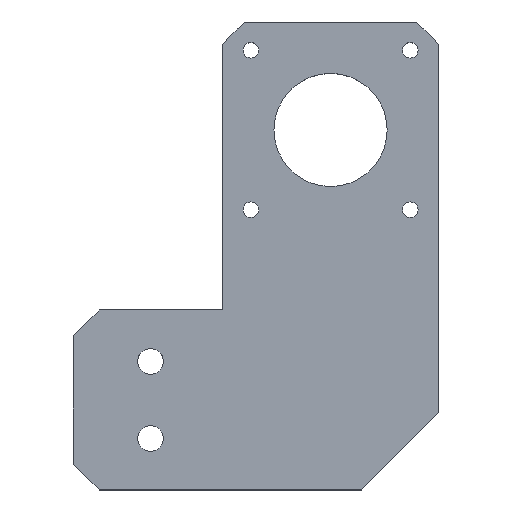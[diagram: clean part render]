
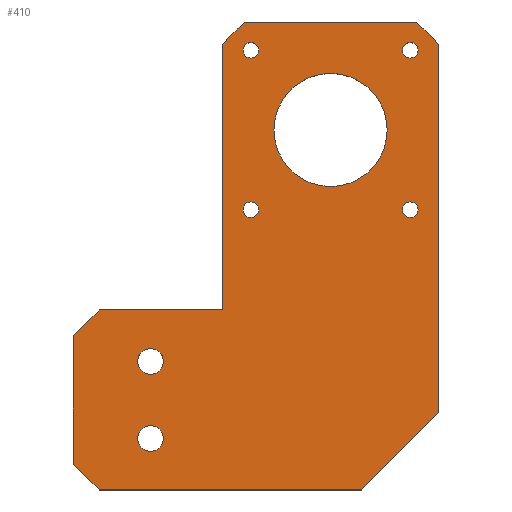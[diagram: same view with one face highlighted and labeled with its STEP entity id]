
A CAD part, top view. The second image highlights one B-rep face of the part: STEP entity #410.
In plain terms, the highlighted planar face has unit normal (0, 0, 1).
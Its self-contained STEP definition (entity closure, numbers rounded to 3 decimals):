
#31=FACE_BOUND('',#103,.T.);
#32=FACE_BOUND('',#104,.T.);
#33=FACE_BOUND('',#105,.T.);
#34=FACE_BOUND('',#106,.T.);
#35=FACE_BOUND('',#107,.T.);
#36=FACE_BOUND('',#108,.T.);
#37=FACE_BOUND('',#109,.T.);
#47=CIRCLE('',#429,1.515);
#48=CIRCLE('',#431,1.515);
#49=CIRCLE('',#433,1.515);
#50=CIRCLE('',#435,2.5);
#51=CIRCLE('',#437,1.515);
#52=CIRCLE('',#439,11.);
#53=CIRCLE('',#441,2.5);
#54=CIRCLE('',#446,26.75);
#55=CIRCLE('',#449,26.75);
#75=FACE_OUTER_BOUND('',#102,.T.);
#102=EDGE_LOOP('',(#362,#363,#364,#365,#366,#367,#368,#369,#370,#371,#372));
#103=EDGE_LOOP('',(#373));
#104=EDGE_LOOP('',(#374));
#105=EDGE_LOOP('',(#375));
#106=EDGE_LOOP('',(#376));
#107=EDGE_LOOP('',(#377));
#108=EDGE_LOOP('',(#378));
#109=EDGE_LOOP('',(#379));
#110=LINE('',#569,#146);
#116=LINE('',#580,#152);
#124=LINE('',#615,#160);
#127=LINE('',#620,#163);
#128=LINE('',#623,#164);
#138=LINE('',#656,#174);
#139=LINE('',#659,#175);
#141=LINE('',#663,#177);
#144=LINE('',#671,#180);
#146=VECTOR('',#455,10.);
#152=VECTOR('',#463,10.);
#160=VECTOR('',#493,10.);
#163=VECTOR('',#498,10.);
#164=VECTOR('',#501,10.);
#174=VECTOR('',#541,10.);
#175=VECTOR('',#544,10.);
#177=VECTOR('',#548,10.);
#180=VECTOR('',#557,10.);
#182=VERTEX_POINT('',#567);
#183=VERTEX_POINT('',#568);
#187=VERTEX_POINT('',#578);
#203=VERTEX_POINT('',#614);
#204=VERTEX_POINT('',#618);
#205=VERTEX_POINT('',#622);
#206=VERTEX_POINT('',#626);
#207=VERTEX_POINT('',#630);
#208=VERTEX_POINT('',#634);
#209=VERTEX_POINT('',#638);
#210=VERTEX_POINT('',#642);
#211=VERTEX_POINT('',#646);
#212=VERTEX_POINT('',#650);
#213=VERTEX_POINT('',#654);
#214=VERTEX_POINT('',#658);
#215=VERTEX_POINT('',#662);
#216=VERTEX_POINT('',#666);
#217=VERTEX_POINT('',#670);
#218=EDGE_CURVE('',#182,#183,#110,.T.);
#224=EDGE_CURVE('',#182,#187,#116,.T.);
#241=EDGE_CURVE('',#203,#187,#124,.T.);
#244=EDGE_CURVE('',#203,#204,#127,.T.);
#245=EDGE_CURVE('',#205,#204,#128,.T.);
#247=EDGE_CURVE('',#206,#206,#47,.T.);
#249=EDGE_CURVE('',#207,#207,#48,.T.);
#251=EDGE_CURVE('',#208,#208,#49,.T.);
#253=EDGE_CURVE('',#209,#209,#50,.T.);
#255=EDGE_CURVE('',#210,#210,#51,.T.);
#257=EDGE_CURVE('',#211,#211,#52,.T.);
#259=EDGE_CURVE('',#212,#212,#53,.T.);
#262=EDGE_CURVE('',#205,#213,#138,.T.);
#263=EDGE_CURVE('',#214,#183,#139,.T.);
#265=EDGE_CURVE('',#215,#214,#141,.T.);
#267=EDGE_CURVE('',#216,#215,#54,.T.);
#269=EDGE_CURVE('',#217,#216,#144,.T.);
#271=EDGE_CURVE('',#213,#217,#55,.T.);
#362=ORIENTED_EDGE('',*,*,#218,.F.);
#363=ORIENTED_EDGE('',*,*,#224,.T.);
#364=ORIENTED_EDGE('',*,*,#241,.F.);
#365=ORIENTED_EDGE('',*,*,#244,.T.);
#366=ORIENTED_EDGE('',*,*,#245,.F.);
#367=ORIENTED_EDGE('',*,*,#262,.T.);
#368=ORIENTED_EDGE('',*,*,#271,.T.);
#369=ORIENTED_EDGE('',*,*,#269,.T.);
#370=ORIENTED_EDGE('',*,*,#267,.T.);
#371=ORIENTED_EDGE('',*,*,#265,.T.);
#372=ORIENTED_EDGE('',*,*,#263,.T.);
#373=ORIENTED_EDGE('',*,*,#259,.T.);
#374=ORIENTED_EDGE('',*,*,#257,.T.);
#375=ORIENTED_EDGE('',*,*,#255,.T.);
#376=ORIENTED_EDGE('',*,*,#253,.T.);
#377=ORIENTED_EDGE('',*,*,#251,.T.);
#378=ORIENTED_EDGE('',*,*,#249,.T.);
#379=ORIENTED_EDGE('',*,*,#247,.T.);
#390=PLANE('',#450);
#410=ADVANCED_FACE('',(#75,#31,#32,#33,#34,#35,#36,#37),#390,.T.);
#429=AXIS2_PLACEMENT_3D('',#627,#505,#506);
#431=AXIS2_PLACEMENT_3D('',#631,#510,#511);
#433=AXIS2_PLACEMENT_3D('',#635,#515,#516);
#435=AXIS2_PLACEMENT_3D('',#639,#520,#521);
#437=AXIS2_PLACEMENT_3D('',#643,#525,#526);
#439=AXIS2_PLACEMENT_3D('',#647,#530,#531);
#441=AXIS2_PLACEMENT_3D('',#651,#535,#536);
#446=AXIS2_PLACEMENT_3D('',#667,#552,#553);
#449=AXIS2_PLACEMENT_3D('',#674,#561,#562);
#450=AXIS2_PLACEMENT_3D('',#675,#563,#564);
#455=DIRECTION('',(0.707,0.707,0.));
#463=DIRECTION('',(0.,-1.,0.));
#493=DIRECTION('',(-0.707,0.707,0.));
#498=DIRECTION('',(1.,0.,0.));
#501=DIRECTION('',(-0.707,-0.707,0.));
#505=DIRECTION('center_axis',(0.,0.,-1.));
#506=DIRECTION('ref_axis',(1.,0.,0.));
#510=DIRECTION('center_axis',(0.,0.,-1.));
#511=DIRECTION('ref_axis',(1.,0.,0.));
#515=DIRECTION('center_axis',(0.,0.,-1.));
#516=DIRECTION('ref_axis',(1.,0.,0.));
#520=DIRECTION('center_axis',(0.,0.,-1.));
#521=DIRECTION('ref_axis',(1.,0.,0.));
#525=DIRECTION('center_axis',(0.,0.,-1.));
#526=DIRECTION('ref_axis',(1.,0.,0.));
#530=DIRECTION('center_axis',(0.,0.,-1.));
#531=DIRECTION('ref_axis',(1.,0.,0.));
#535=DIRECTION('center_axis',(0.,0.,-1.));
#536=DIRECTION('ref_axis',(1.,0.,0.));
#541=DIRECTION('',(0.,1.,0.));
#544=DIRECTION('',(-1.,0.,0.));
#548=DIRECTION('',(0.,-1.,0.));
#552=DIRECTION('center_axis',(0.,0.,1.));
#553=DIRECTION('ref_axis',(-0.619,0.785,0.));
#557=DIRECTION('',(-1.,0.,0.));
#561=DIRECTION('center_axis',(0.,0.,1.));
#562=DIRECTION('ref_axis',(0.785,0.619,0.));
#563=DIRECTION('center_axis',(0.,0.,1.));
#564=DIRECTION('ref_axis',(1.,0.,0.));
#567=CARTESIAN_POINT('',(-50.,-40.,5.));
#568=CARTESIAN_POINT('',(-45.,-35.,5.));
#569=CARTESIAN_POINT('',(-36.,-26.,5.));
#578=CARTESIAN_POINT('',(-50.,-65.,5.));
#580=CARTESIAN_POINT('',(-50.,-70.,5.));
#614=CARTESIAN_POINT('',(-45.,-70.,5.));
#615=CARTESIAN_POINT('',(-50.,-65.,5.));
#618=CARTESIAN_POINT('',(6.,-70.,5.));
#620=CARTESIAN_POINT('',(-21.,-70.,5.));
#622=CARTESIAN_POINT('',(21.,-55.,5.));
#623=CARTESIAN_POINT('',(16.,-60.,5.));
#626=CARTESIAN_POINT('',(13.986,15.5,5.));
#627=CARTESIAN_POINT('Origin',(15.5,15.5,5.));
#630=CARTESIAN_POINT('',(13.986,-15.5,5.));
#631=CARTESIAN_POINT('Origin',(15.5,-15.5,5.));
#634=CARTESIAN_POINT('',(-17.015,15.5,5.));
#635=CARTESIAN_POINT('Origin',(-15.5,15.5,5.));
#638=CARTESIAN_POINT('',(-37.5,-60.,5.));
#639=CARTESIAN_POINT('Origin',(-35.,-60.,5.));
#642=CARTESIAN_POINT('',(-17.015,-15.5,5.));
#643=CARTESIAN_POINT('Origin',(-15.5,-15.5,5.));
#646=CARTESIAN_POINT('',(-11.,0.,5.));
#647=CARTESIAN_POINT('Origin',(0.,0.,5.));
#650=CARTESIAN_POINT('',(-37.5,-45.,5.));
#651=CARTESIAN_POINT('Origin',(-35.,-45.,5.));
#654=CARTESIAN_POINT('',(21.,16.57,5.));
#656=CARTESIAN_POINT('',(21.,21.,5.));
#658=CARTESIAN_POINT('',(-21.,-35.,5.));
#659=CARTESIAN_POINT('',(-50.,-35.,5.));
#662=CARTESIAN_POINT('',(-21.,16.57,5.));
#663=CARTESIAN_POINT('',(-21.,-70.,5.));
#666=CARTESIAN_POINT('',(-16.57,21.,5.));
#667=CARTESIAN_POINT('Origin',(0.,0.,5.));
#670=CARTESIAN_POINT('',(16.57,21.,5.));
#671=CARTESIAN_POINT('',(-21.,21.,5.));
#674=CARTESIAN_POINT('Origin',(0.,0.,5.));
#675=CARTESIAN_POINT('Origin',(-14.5,-24.5,5.));
